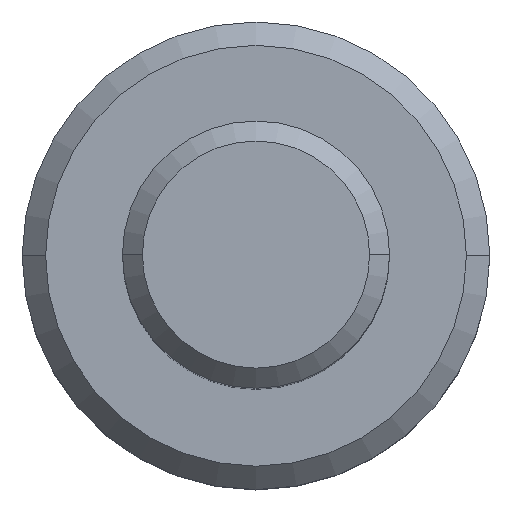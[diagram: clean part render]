
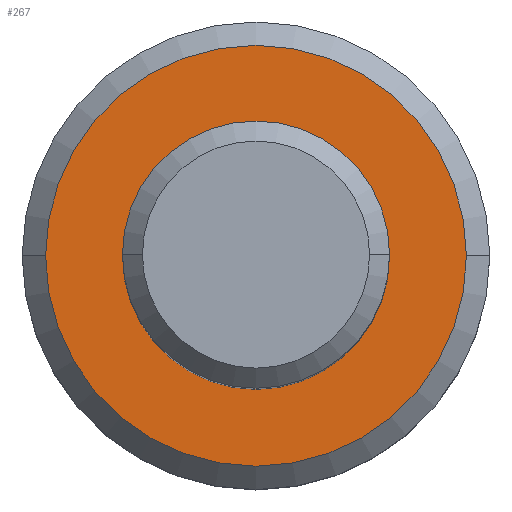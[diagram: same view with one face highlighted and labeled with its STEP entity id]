
A CAD part, top view. The second image highlights one B-rep face of the part: STEP entity #267.
In plain terms, the highlighted planar face has unit normal (0, 0, 1).
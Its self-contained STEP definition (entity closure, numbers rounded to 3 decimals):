
#2 = CARTESIAN_POINT ( 'NONE',  ( 0., 0., -10. ) ) ;
#7 = EDGE_CURVE ( 'NONE', #165, #330, #725, .T. ) ;
#8 = DIRECTION ( 'NONE',  ( 0., 0., 1. ) ) ;
#28 = VERTEX_POINT ( 'NONE', #784 ) ;
#54 = CARTESIAN_POINT ( 'NONE',  ( 3.15, 0., -10. ) ) ;
#72 = DIRECTION ( 'NONE',  ( 0., 0., 1. ) ) ;
#90 = PLANE ( 'NONE',  #300 ) ;
#110 = ORIENTED_EDGE ( 'NONE', *, *, #7, .T. ) ;
#122 = EDGE_CURVE ( 'NONE', #330, #165, #245, .T. ) ;
#146 = CARTESIAN_POINT ( 'NONE',  ( -3.15, 0., -10. ) ) ;
#155 = EDGE_LOOP ( 'NONE', ( #110, #537 ) ) ;
#163 = AXIS2_PLACEMENT_3D ( 'NONE', #176, #733, #477 ) ;
#165 = VERTEX_POINT ( 'NONE', #146 ) ;
#176 = CARTESIAN_POINT ( 'NONE',  ( 0., 0., -10. ) ) ;
#201 = ORIENTED_EDGE ( 'NONE', *, *, #202, .F. ) ;
#202 = EDGE_CURVE ( 'NONE', #641, #28, #234, .T. ) ;
#212 = DIRECTION ( 'NONE',  ( 0., -1., 0. ) ) ;
#234 = CIRCLE ( 'NONE', #339, 2. ) ;
#245 = CIRCLE ( 'NONE', #787, 3.15 ) ;
#267 = ADVANCED_FACE ( 'NONE', ( #447, #645 ), #90, .F. ) ;
#300 = AXIS2_PLACEMENT_3D ( 'NONE', #580, #516, #212 ) ;
#303 = CARTESIAN_POINT ( 'NONE',  ( 0., 0., -10. ) ) ;
#315 = CIRCLE ( 'NONE', #163, 2. ) ;
#328 = DIRECTION ( 'NONE',  ( -1., 0., 0. ) ) ;
#330 = VERTEX_POINT ( 'NONE', #54 ) ;
#335 = EDGE_CURVE ( 'NONE', #28, #641, #315, .T. ) ;
#339 = AXIS2_PLACEMENT_3D ( 'NONE', #572, #72, #328 ) ;
#401 = ORIENTED_EDGE ( 'NONE', *, *, #335, .F. ) ;
#410 = EDGE_LOOP ( 'NONE', ( #201, #401 ) ) ;
#419 = DIRECTION ( 'NONE',  ( -1., 0., 0. ) ) ;
#431 = DIRECTION ( 'NONE',  ( -1., 0., 0. ) ) ;
#447 = FACE_BOUND ( 'NONE', #410, .T. ) ;
#461 = CARTESIAN_POINT ( 'NONE',  ( 2., 0., -10. ) ) ;
#477 = DIRECTION ( 'NONE',  ( -1., 0., 0. ) ) ;
#516 = DIRECTION ( 'NONE',  ( 0., 0., -1. ) ) ;
#537 = ORIENTED_EDGE ( 'NONE', *, *, #122, .T. ) ;
#572 = CARTESIAN_POINT ( 'NONE',  ( 0., 0., -10. ) ) ;
#580 = CARTESIAN_POINT ( 'NONE',  ( 0., 0., -10. ) ) ;
#641 = VERTEX_POINT ( 'NONE', #461 ) ;
#645 = FACE_OUTER_BOUND ( 'NONE', #155, .T. ) ;
#675 = DIRECTION ( 'NONE',  ( 0., 0., 1. ) ) ;
#687 = AXIS2_PLACEMENT_3D ( 'NONE', #2, #8, #419 ) ;
#725 = CIRCLE ( 'NONE', #687, 3.15 ) ;
#733 = DIRECTION ( 'NONE',  ( 0., 0., 1. ) ) ;
#784 = CARTESIAN_POINT ( 'NONE',  ( -2., 0., -10. ) ) ;
#787 = AXIS2_PLACEMENT_3D ( 'NONE', #303, #675, #431 ) ;
